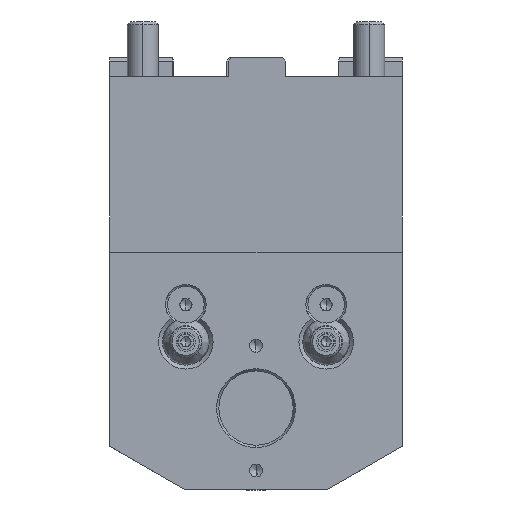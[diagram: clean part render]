
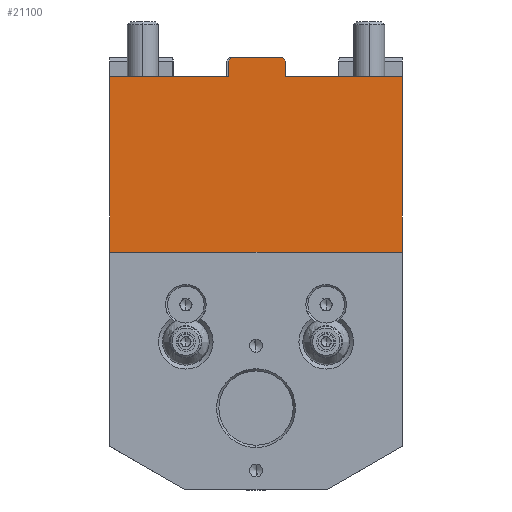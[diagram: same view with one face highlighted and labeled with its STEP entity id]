
A CAD part, left-side view. The second image highlights one B-rep face of the part: STEP entity #21100.
In plain terms, the highlighted planar face has unit normal (-1, 0, 0).
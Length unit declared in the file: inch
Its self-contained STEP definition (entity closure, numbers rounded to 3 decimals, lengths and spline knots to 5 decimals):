
#898 = ORIENTED_EDGE ( 'NONE', *, *, #7457, .F. ) ;
#962 = EDGE_LOOP ( 'NONE', ( #11900, #17679, #16381, #3063, #10754, #21412, #7428, #898, #25012, #9156 ) ) ;
#1008 = CARTESIAN_POINT ( 'NONE',  ( -1.5748, -1.9685, 0.19685 ) ) ;
#1014 = AXIS2_PLACEMENT_3D ( 'NONE', #1008, #1124, #10600 ) ;
#1124 = DIRECTION ( 'NONE',  ( 1., 0., 0. ) ) ;
#1423 = CARTESIAN_POINT ( 'NONE',  ( -1.5748, -1.9685, 0. ) ) ;
#1765 = LINE ( 'NONE', #7330, #9805 ) ;
#2642 = VECTOR ( 'NONE', #15873, 39.37008 ) ;
#2821 = DIRECTION ( 'NONE',  ( 0., -1., 0. ) ) ;
#3063 = ORIENTED_EDGE ( 'NONE', *, *, #16476, .F. ) ;
#3288 = CARTESIAN_POINT ( 'NONE',  ( -1.5748, -0.29508, 0.19685 ) ) ;
#4768 = VERTEX_POINT ( 'NONE', #12087 ) ;
#5006 = DIRECTION ( 'NONE',  ( 0., 0., -1. ) ) ;
#5030 = VERTEX_POINT ( 'NONE', #18357 ) ;
#5162 = PLANE ( 'NONE',  #1014 ) ;
#5187 = VERTEX_POINT ( 'NONE', #5435 ) ;
#5314 = DIRECTION ( 'NONE',  ( 0., 0., -1. ) ) ;
#5435 = CARTESIAN_POINT ( 'NONE',  ( -1.5748, -0.29508, 0. ) ) ;
#5467 = CARTESIAN_POINT ( 'NONE',  ( -1.5748, -0.27235, 0.19685 ) ) ;
#5769 = VECTOR ( 'NONE', #22922, 39.37008 ) ;
#7223 = VECTOR ( 'NONE', #5314, 39.37008 ) ;
#7330 = CARTESIAN_POINT ( 'NONE',  ( -1.5748, -0.28371, 0.17717 ) ) ;
#7428 = ORIENTED_EDGE ( 'NONE', *, *, #20152, .F. ) ;
#7457 = EDGE_CURVE ( 'NONE', #17263, #19259, #23334, .T. ) ;
#8126 = EDGE_CURVE ( 'NONE', #23740, #5187, #10880, .T. ) ;
#8154 = CARTESIAN_POINT ( 'NONE',  ( -1.5748, 1.47638, -1.77165 ) ) ;
#8433 = VECTOR ( 'NONE', #10290, 39.37008 ) ;
#8555 = LINE ( 'NONE', #8686, #12393 ) ;
#8686 = CARTESIAN_POINT ( 'NONE',  ( -1.5748, 1.47638, 0. ) ) ;
#9156 = ORIENTED_EDGE ( 'NONE', *, *, #24549, .F. ) ;
#9382 = LINE ( 'NONE', #1423, #5769 ) ;
#9805 = VECTOR ( 'NONE', #22758, 39.37008 ) ;
#10290 = DIRECTION ( 'NONE',  ( 0., 1., 0. ) ) ;
#10361 = EDGE_CURVE ( 'NONE', #5030, #21876, #10945, .T. ) ;
#10394 = CARTESIAN_POINT ( 'NONE',  ( -1.5748, -1.9685, 0.19685 ) ) ;
#10451 = CARTESIAN_POINT ( 'NONE',  ( -1.5748, -1.47638, 0.19685 ) ) ;
#10533 = CARTESIAN_POINT ( 'NONE',  ( -1.5748, -1.9685, 0. ) ) ;
#10600 = DIRECTION ( 'NONE',  ( 0., 0., -1. ) ) ;
#10754 = ORIENTED_EDGE ( 'NONE', *, *, #10361, .F. ) ;
#10880 = LINE ( 'NONE', #3288, #7223 ) ;
#10907 = CARTESIAN_POINT ( 'NONE',  ( -1.5748, 1.47638, 0. ) ) ;
#10945 = LINE ( 'NONE', #17277, #17105 ) ;
#11900 = ORIENTED_EDGE ( 'NONE', *, *, #8126, .F. ) ;
#12087 = CARTESIAN_POINT ( 'NONE',  ( -1.5748, -1.47638, 0. ) ) ;
#12393 = VECTOR ( 'NONE', #16272, 39.37008 ) ;
#13607 = VECTOR ( 'NONE', #24300, 39.37008 ) ;
#14647 = FACE_OUTER_BOUND ( 'NONE', #962, .T. ) ;
#15219 = CARTESIAN_POINT ( 'NONE',  ( -1.5748, 0.27559, 0.15748 ) ) ;
#15873 = DIRECTION ( 'NONE',  ( 0., -0.5, 0.866 ) ) ;
#16272 = DIRECTION ( 'NONE',  ( 0., 0., 1. ) ) ;
#16381 = ORIENTED_EDGE ( 'NONE', *, *, #19804, .F. ) ;
#16426 = CARTESIAN_POINT ( 'NONE',  ( -1.5748, -1.47638, -1.77165 ) ) ;
#16476 = EDGE_CURVE ( 'NONE', #21876, #17536, #17656, .T. ) ;
#16580 = LINE ( 'NONE', #10394, #13607 ) ;
#16646 = VERTEX_POINT ( 'NONE', #10907 ) ;
#17105 = VECTOR ( 'NONE', #24995, 39.37008 ) ;
#17263 = VERTEX_POINT ( 'NONE', #16426 ) ;
#17277 = CARTESIAN_POINT ( 'NONE',  ( -1.5748, 0.27559, 0.19685 ) ) ;
#17536 = VERTEX_POINT ( 'NONE', #23361 ) ;
#17656 = LINE ( 'NONE', #19316, #2642 ) ;
#17679 = ORIENTED_EDGE ( 'NONE', *, *, #23981, .F. ) ;
#17885 = CARTESIAN_POINT ( 'NONE',  ( -1.5748, -1.9685, -1.77165 ) ) ;
#18357 = CARTESIAN_POINT ( 'NONE',  ( -1.5748, 0.27559, 0. ) ) ;
#18629 = LINE ( 'NONE', #10533, #21149 ) ;
#18964 = EDGE_CURVE ( 'NONE', #4768, #17263, #24116, .T. ) ;
#19259 = VERTEX_POINT ( 'NONE', #8154 ) ;
#19316 = CARTESIAN_POINT ( 'NONE',  ( -1.5748, 0.26423, 0.17717 ) ) ;
#19804 = EDGE_CURVE ( 'NONE', #17536, #23739, #16580, .T. ) ;
#20152 = EDGE_CURVE ( 'NONE', #19259, #16646, #8555, .T. ) ;
#21100 = ADVANCED_FACE ( 'NONE', ( #14647 ), #5162, .F. ) ;
#21149 = VECTOR ( 'NONE', #2821, 39.37008 ) ;
#21412 = ORIENTED_EDGE ( 'NONE', *, *, #23769, .F. ) ;
#21644 = VECTOR ( 'NONE', #5006, 39.37008 ) ;
#21876 = VERTEX_POINT ( 'NONE', #15219 ) ;
#22758 = DIRECTION ( 'NONE',  ( 0., -0.5, -0.866 ) ) ;
#22922 = DIRECTION ( 'NONE',  ( 0., -1., 0. ) ) ;
#23334 = LINE ( 'NONE', #17885, #8433 ) ;
#23361 = CARTESIAN_POINT ( 'NONE',  ( -1.5748, 0.25286, 0.19685 ) ) ;
#23739 = VERTEX_POINT ( 'NONE', #5467 ) ;
#23740 = VERTEX_POINT ( 'NONE', #24696 ) ;
#23769 = EDGE_CURVE ( 'NONE', #16646, #5030, #9382, .T. ) ;
#23981 = EDGE_CURVE ( 'NONE', #23739, #23740, #1765, .T. ) ;
#24116 = LINE ( 'NONE', #10451, #21644 ) ;
#24300 = DIRECTION ( 'NONE',  ( 0., -1., 0. ) ) ;
#24549 = EDGE_CURVE ( 'NONE', #5187, #4768, #18629, .T. ) ;
#24696 = CARTESIAN_POINT ( 'NONE',  ( -1.5748, -0.29508, 0.15748 ) ) ;
#24995 = DIRECTION ( 'NONE',  ( 0., 0., 1. ) ) ;
#25012 = ORIENTED_EDGE ( 'NONE', *, *, #18964, .F. ) ;
